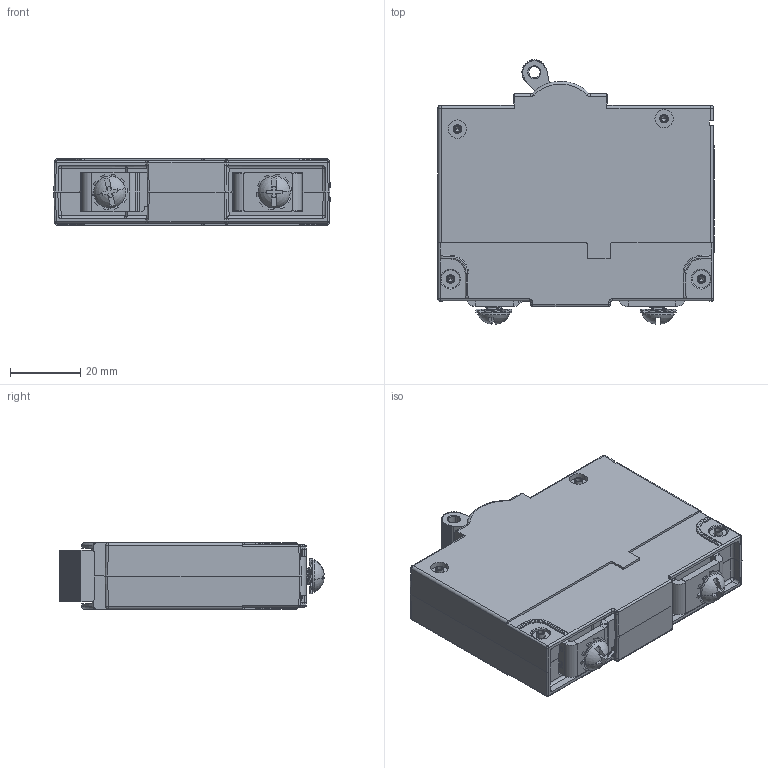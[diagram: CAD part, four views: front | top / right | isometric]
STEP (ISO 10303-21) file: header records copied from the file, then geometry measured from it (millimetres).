
FILE_DESCRIPTION((''),'2;1');
FILE_NAME('CX1_SCREW_SW0002','2011-11-29T',('danboyden'),(''),'PRO/ENGINEER BY PARAMETRIC TECHNOLOGY CORPORATION, 2010280','PRO/ENGINEER BY PARAMETRIC TECHNOLOGY CORPORATION, 2010280','');
FILE_SCHEMA(('CONFIG_CONTROL_DESIGN'));
Products named in the file (1): CX1_SCREW_SW0002
Bounding box: 78.64 x 75.29 x 18.9 mm (x, y, z)
Volume: 33141.1 mm3; surface area: 44026.1 mm2
Topology: 10 solids, 10 shells, 3808 faces, 10096 edges, 6342 vertices
Faces by surface type: plane 1955, cylinder 1091, extrusion 199, bspline 192, sphere 186, cone 106, torus 79
Entity records: 129191 total; most frequent: CARTESIAN_POINT 37552, ORIENTED_EDGE 20148, DIRECTION 17314, EDGE_CURVE 10074, VECTOR 6738, LINE 6539, VERTEX_POINT 6342, AXIS2_PLACEMENT_3D 5288
